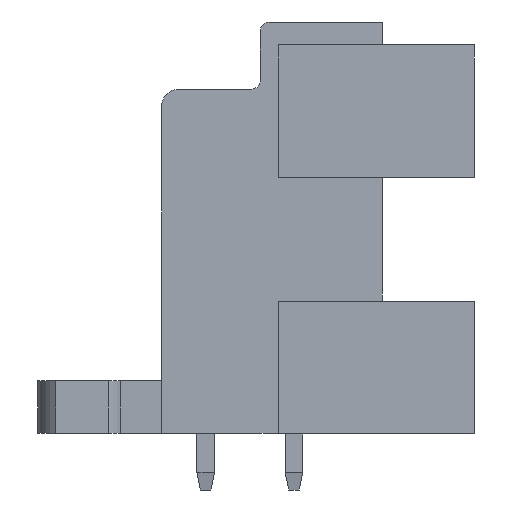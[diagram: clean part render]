
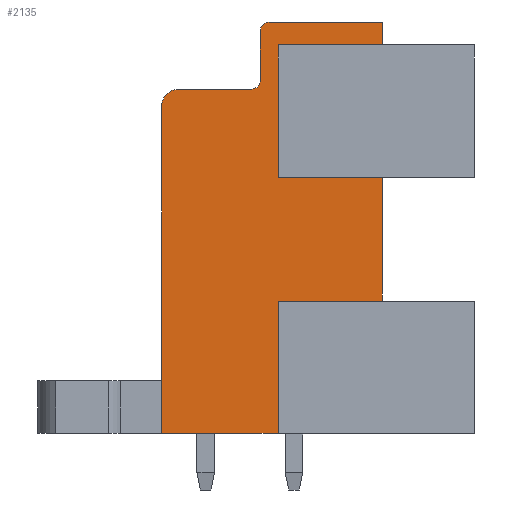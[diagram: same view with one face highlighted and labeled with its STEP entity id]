
A CAD part, left-side view. The second image highlights one B-rep face of the part: STEP entity #2135.
In plain terms, the highlighted planar face has unit normal (-1, 0, 0).
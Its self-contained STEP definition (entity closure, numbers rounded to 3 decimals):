
#1214=AXIS2_PLACEMENT_3D('Circle Axis2P3D',#1212,#1213,$) ;
#1276=AXIS2_PLACEMENT_3D('Circle Axis2P3D',#1274,#1275,$) ;
#1338=AXIS2_PLACEMENT_3D('Circle Axis2P3D',#1336,#1337,$) ;
#2106=AXIS2_PLACEMENT_3D('Plane Axis2P3D',#2103,#2104,#2105) ;
#459=CARTESIAN_POINT('Vertex',(3.5,5.2,10.7)) ;
#462=CARTESIAN_POINT('Line Origine',(3.5,8.15,10.7)) ;
#466=CARTESIAN_POINT('Vertex',(3.5,11.1,10.7)) ;
#544=CARTESIAN_POINT('Vertex',(3.5,5.2,17.7)) ;
#547=CARTESIAN_POINT('Line Origine',(3.5,5.2,14.2)) ;
#603=CARTESIAN_POINT('Vertex',(3.5,11.1,17.7)) ;
#606=CARTESIAN_POINT('Line Origine',(3.5,8.15,17.7)) ;
#1067=CARTESIAN_POINT('Vertex',(3.5,5.2,25.2)) ;
#1070=CARTESIAN_POINT('Line Origine',(3.5,8.15,25.2)) ;
#1074=CARTESIAN_POINT('Vertex',(3.5,11.1,25.2)) ;
#1147=CARTESIAN_POINT('Vertex',(3.5,5.2,26.5)) ;
#1150=CARTESIAN_POINT('Line Origine',(3.5,5.2,25.85)) ;
#1178=CARTESIAN_POINT('Vertex',(3.5,11.6,26.5)) ;
#1181=CARTESIAN_POINT('Line Origine',(3.5,8.4,26.5)) ;
#1209=CARTESIAN_POINT('Vertex',(3.5,12.1,26.)) ;
#1212=CARTESIAN_POINT('Axis2P3D Location',(3.5,11.6,26.)) ;
#1240=CARTESIAN_POINT('Vertex',(3.5,12.1,23.2)) ;
#1243=CARTESIAN_POINT('Line Origine',(3.5,12.1,24.6)) ;
#1271=CARTESIAN_POINT('Vertex',(3.5,12.6,22.7)) ;
#1274=CARTESIAN_POINT('Axis2P3D Location',(3.5,12.6,23.2)) ;
#1302=CARTESIAN_POINT('Vertex',(3.5,16.7,22.7)) ;
#1305=CARTESIAN_POINT('Line Origine',(3.5,14.65,22.7)) ;
#1333=CARTESIAN_POINT('Vertex',(3.5,17.7,21.7)) ;
#1336=CARTESIAN_POINT('Axis2P3D Location',(3.5,16.7,21.7)) ;
#1387=CARTESIAN_POINT('Vertex',(3.5,17.7,3.2)) ;
#1390=CARTESIAN_POINT('Line Origine',(3.5,17.7,12.45)) ;
#1478=CARTESIAN_POINT('Vertex',(3.5,11.1,3.2)) ;
#1481=CARTESIAN_POINT('Line Origine',(3.5,14.4,3.2)) ;
#2103=CARTESIAN_POINT('Axis2P3D Location',(3.5,0.,0.)) ;
#2108=CARTESIAN_POINT('Line Origine',(3.5,11.1,21.45)) ;
#2113=CARTESIAN_POINT('Line Origine',(3.5,11.1,6.95)) ;
#463=DIRECTION('Vector Direction',(0.,-1.,0.)) ;
#548=DIRECTION('Vector Direction',(0.,0.,-1.)) ;
#607=DIRECTION('Vector Direction',(0.,1.,0.)) ;
#1071=DIRECTION('Vector Direction',(0.,-1.,0.)) ;
#1151=DIRECTION('Vector Direction',(0.,0.,-1.)) ;
#1182=DIRECTION('Vector Direction',(0.,-1.,0.)) ;
#1213=DIRECTION('Axis2P3D Direction',(-1.,0.,0.)) ;
#1244=DIRECTION('Vector Direction',(0.,0.,1.)) ;
#1275=DIRECTION('Axis2P3D Direction',(-1.,0.,0.)) ;
#1306=DIRECTION('Vector Direction',(0.,-1.,0.)) ;
#1337=DIRECTION('Axis2P3D Direction',(-1.,0.,0.)) ;
#1391=DIRECTION('Vector Direction',(0.,0.,1.)) ;
#1482=DIRECTION('Vector Direction',(0.,1.,0.)) ;
#2104=DIRECTION('Axis2P3D Direction',(-1.,0.,0.)) ;
#2105=DIRECTION('Axis2P3D XDirection',(0.,-1.,0.)) ;
#2109=DIRECTION('Vector Direction',(0.,0.,1.)) ;
#2114=DIRECTION('Vector Direction',(0.,0.,1.)) ;
#464=VECTOR('Line Direction',#463,1.) ;
#549=VECTOR('Line Direction',#548,1.) ;
#608=VECTOR('Line Direction',#607,1.) ;
#1072=VECTOR('Line Direction',#1071,1.) ;
#1152=VECTOR('Line Direction',#1151,1.) ;
#1183=VECTOR('Line Direction',#1182,1.) ;
#1245=VECTOR('Line Direction',#1244,1.) ;
#1307=VECTOR('Line Direction',#1306,1.) ;
#1392=VECTOR('Line Direction',#1391,1.) ;
#1483=VECTOR('Line Direction',#1482,1.) ;
#2110=VECTOR('Line Direction',#2109,1.) ;
#2115=VECTOR('Line Direction',#2114,1.) ;
#2119=ORIENTED_EDGE('',*,*,#610,.F.) ;
#2120=ORIENTED_EDGE('',*,*,#2112,.F.) ;
#2121=ORIENTED_EDGE('',*,*,#1076,.F.) ;
#2122=ORIENTED_EDGE('',*,*,#1154,.T.) ;
#2123=ORIENTED_EDGE('',*,*,#1185,.T.) ;
#2124=ORIENTED_EDGE('',*,*,#1216,.T.) ;
#2125=ORIENTED_EDGE('',*,*,#1247,.T.) ;
#2126=ORIENTED_EDGE('',*,*,#1278,.T.) ;
#2127=ORIENTED_EDGE('',*,*,#1309,.T.) ;
#2128=ORIENTED_EDGE('',*,*,#1340,.T.) ;
#2129=ORIENTED_EDGE('',*,*,#1394,.T.) ;
#2130=ORIENTED_EDGE('',*,*,#1485,.T.) ;
#2131=ORIENTED_EDGE('',*,*,#2117,.F.) ;
#2132=ORIENTED_EDGE('',*,*,#468,.F.) ;
#2133=ORIENTED_EDGE('',*,*,#551,.T.) ;
#2135=ADVANCED_FACE('Housing',(#2134),#2107,.T.) ;
#1215=CIRCLE('generated circle',#1214,0.5) ;
#1277=CIRCLE('generated circle',#1276,0.5) ;
#1339=CIRCLE('generated circle',#1338,1.) ;
#468=EDGE_CURVE('',#460,#467,#465,.F.) ;
#551=EDGE_CURVE('',#460,#545,#550,.F.) ;
#610=EDGE_CURVE('',#604,#545,#609,.F.) ;
#1076=EDGE_CURVE('',#1068,#1075,#1073,.F.) ;
#1154=EDGE_CURVE('',#1068,#1148,#1153,.F.) ;
#1185=EDGE_CURVE('',#1148,#1179,#1184,.F.) ;
#1216=EDGE_CURVE('',#1179,#1210,#1215,.T.) ;
#1247=EDGE_CURVE('',#1210,#1241,#1246,.F.) ;
#1278=EDGE_CURVE('',#1241,#1272,#1277,.F.) ;
#1309=EDGE_CURVE('',#1272,#1303,#1308,.F.) ;
#1340=EDGE_CURVE('',#1303,#1334,#1339,.T.) ;
#1394=EDGE_CURVE('',#1334,#1388,#1393,.F.) ;
#1485=EDGE_CURVE('',#1388,#1479,#1484,.F.) ;
#2112=EDGE_CURVE('',#1075,#604,#2111,.F.) ;
#2117=EDGE_CURVE('',#467,#1479,#2116,.F.) ;
#2118=EDGE_LOOP('',(#2119,#2120,#2121,#2122,#2123,#2124,#2125,#2126,#2127,#2128,#2129,#2130,#2131,#2132,#2133)) ;
#2134=FACE_OUTER_BOUND('',#2118,.T.) ;
#465=LINE('Line',#462,#464) ;
#550=LINE('Line',#547,#549) ;
#609=LINE('Line',#606,#608) ;
#1073=LINE('Line',#1070,#1072) ;
#1153=LINE('Line',#1150,#1152) ;
#1184=LINE('Line',#1181,#1183) ;
#1246=LINE('Line',#1243,#1245) ;
#1308=LINE('Line',#1305,#1307) ;
#1393=LINE('Line',#1390,#1392) ;
#1484=LINE('Line',#1481,#1483) ;
#2111=LINE('Line',#2108,#2110) ;
#2116=LINE('Line',#2113,#2115) ;
#2107=PLANE('',#2106) ;
#460=VERTEX_POINT('',#459) ;
#467=VERTEX_POINT('',#466) ;
#545=VERTEX_POINT('',#544) ;
#604=VERTEX_POINT('',#603) ;
#1068=VERTEX_POINT('',#1067) ;
#1075=VERTEX_POINT('',#1074) ;
#1148=VERTEX_POINT('',#1147) ;
#1179=VERTEX_POINT('',#1178) ;
#1210=VERTEX_POINT('',#1209) ;
#1241=VERTEX_POINT('',#1240) ;
#1272=VERTEX_POINT('',#1271) ;
#1303=VERTEX_POINT('',#1302) ;
#1334=VERTEX_POINT('',#1333) ;
#1388=VERTEX_POINT('',#1387) ;
#1479=VERTEX_POINT('',#1478) ;
